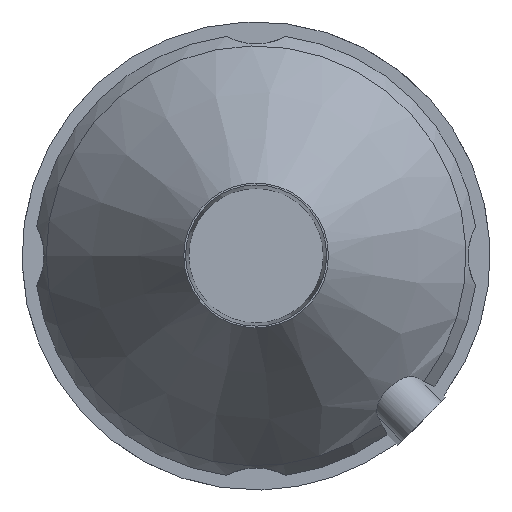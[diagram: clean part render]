
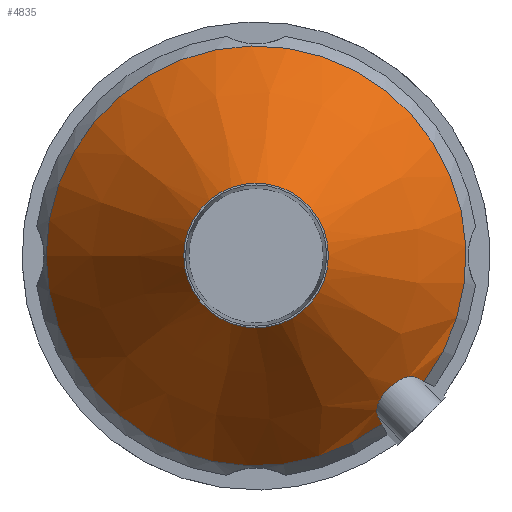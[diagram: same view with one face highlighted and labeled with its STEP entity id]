
A CAD part, top view. The second image highlights one B-rep face of the part: STEP entity #4835.
In plain terms, the highlighted conical face has half-angle 33.466 degrees and reference radius 11.881 mm.
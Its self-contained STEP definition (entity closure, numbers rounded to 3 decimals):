
#38 = CARTESIAN_POINT ( 'NONE',  ( 6.946, -8.266, 2.863 ) ) ;
#120 = CARTESIAN_POINT ( 'NONE',  ( 7.792, -7.24, 3.105 ) ) ;
#153 = CARTESIAN_POINT ( 'NONE',  ( 6.927, -9.155, 1.828 ) ) ;
#163 = CARTESIAN_POINT ( 'NONE',  ( 7.06, -9.389, 1.423 ) ) ;
#186 = VERTEX_POINT ( 'NONE', #3561 ) ;
#227 = CARTESIAN_POINT ( 'NONE',  ( 0., 0., 1.221 ) ) ;
#371 = AXIS2_PLACEMENT_3D ( 'NONE', #3470, #5122, #2552 ) ;
#469 = CARTESIAN_POINT ( 'NONE',  ( 8.946, -6.839, 2.16 ) ) ;
#527 = CARTESIAN_POINT ( 'NONE',  ( 8.261, -6.948, 2.867 ) ) ;
#589 = CARTESIAN_POINT ( 'NONE',  ( 6.84, -8.95, 2.154 ) ) ;
#820 = ORIENTED_EDGE ( 'NONE', *, *, #3303, .T. ) ;
#1075 = DIRECTION ( 'NONE',  ( 0., 0., -1. ) ) ;
#1259 = CARTESIAN_POINT ( 'NONE',  ( 6.993, -9.272, 1.626 ) ) ;
#1293 = CARTESIAN_POINT ( 'NONE',  ( 8.555, -6.849, 2.617 ) ) ;
#1317 = ORIENTED_EDGE ( 'NONE', *, *, #2042, .F. ) ;
#1539 = DIRECTION ( 'NONE',  ( -1., 0., 0. ) ) ;
#1642 = VERTEX_POINT ( 'NONE', #4652 ) ;
#1749 = ORIENTED_EDGE ( 'NONE', *, *, #3008, .T. ) ;
#1751 = CARTESIAN_POINT ( 'NONE',  ( 7.354, -7.646, 3.149 ) ) ;
#1793 = CARTESIAN_POINT ( 'NONE',  ( 6.927, -9.155, 1.828 ) ) ;
#1813 = CARTESIAN_POINT ( 'NONE',  ( 7.567, -7.432, 3.15 ) ) ;
#1895 = ORIENTED_EDGE ( 'NONE', *, *, #5280, .T. ) ;
#2000 = ORIENTED_EDGE ( 'NONE', *, *, #4020, .T. ) ;
#2021 = CONICAL_SURFACE ( 'NONE', #2795, 11.881, 0.584 ) ;
#2042 = EDGE_CURVE ( 'NONE', #4668, #1642, #3977, .T. ) ;
#2055 = CARTESIAN_POINT ( 'NONE',  ( 9.506, -7.127, 1.221 ) ) ;
#2153 = CARTESIAN_POINT ( 'NONE',  ( 6.872, -9.059, 1.993 ) ) ;
#2157 = CARTESIAN_POINT ( 'NONE',  ( 9.272, -6.993, 1.626 ) ) ;
#2453 = CARTESIAN_POINT ( 'NONE',  ( 6.927, -9.155, 1.828 ) ) ;
#2529 = CARTESIAN_POINT ( 'NONE',  ( 7.022, -8.112, 2.966 ) ) ;
#2552 = DIRECTION ( 'NONE',  ( -1., 0., 0. ) ) ;
#2795 = AXIS2_PLACEMENT_3D ( 'NONE', #3141, #1075, #1539 ) ;
#2888 = EDGE_LOOP ( 'NONE', ( #1895, #820, #1317, #1749 ) ) ;
#2896 = CARTESIAN_POINT ( 'NONE',  ( 9.155, -6.927, 1.828 ) ) ;
#2938 = CARTESIAN_POINT ( 'NONE',  ( 9.155, -6.927, 1.828 ) ) ;
#2946 = CARTESIAN_POINT ( 'NONE',  ( 8.695, -6.828, 2.47 ) ) ;
#3001 = CARTESIAN_POINT ( 'NONE',  ( 7.228, -7.799, 3.111 ) ) ;
#3008 = EDGE_CURVE ( 'NONE', #4668, #4524, #4880, .T. ) ;
#3141 = CARTESIAN_POINT ( 'NONE',  ( 0., 0., 1.221 ) ) ;
#3293 = CARTESIAN_POINT ( 'NONE',  ( 7.127, -9.506, 1.221 ) ) ;
#3303 = EDGE_CURVE ( 'NONE', #4235, #1642, #5028, .T. ) ;
#3380 = AXIS2_PLACEMENT_3D ( 'NONE', #227, #4267, #3542 ) ;
#3470 = CARTESIAN_POINT ( 'NONE',  ( 0., 0., 13. ) ) ;
#3471 = CARTESIAN_POINT ( 'NONE',  ( 6.847, -8.562, 2.611 ) ) ;
#3542 = DIRECTION ( 'NONE',  ( 1., 0., 0. ) ) ;
#3561 = CARTESIAN_POINT ( 'NONE',  ( -4.095, 0., 13. ) ) ;
#3819 = CARTESIAN_POINT ( 'NONE',  ( 6.827, -8.699, 2.466 ) ) ;
#3824 = CARTESIAN_POINT ( 'NONE',  ( 9.389, -7.06, 1.423 ) ) ;
#3931 = FACE_OUTER_BOUND ( 'NONE', #2888, .T. ) ;
#3977 = B_SPLINE_CURVE_WITH_KNOTS ( 'NONE', 3,
 ( #1793, #1259, #163, #3293 ),
 .UNSPECIFIED., .F., .F.,
 ( 4, 4 ),
 ( 0., 0.001 ),
 .UNSPECIFIED. ) ;
#4020 = EDGE_CURVE ( 'NONE', #186, #186, #4372, .T. ) ;
#4235 = VERTEX_POINT ( 'NONE', #4997 ) ;
#4252 = CARTESIAN_POINT ( 'NONE',  ( 7.64, -7.365, 3.141 ) ) ;
#4267 = DIRECTION ( 'NONE',  ( 0., 0., 1. ) ) ;
#4372 = CIRCLE ( 'NONE', #371, 4.095 ) ;
#4524 = VERTEX_POINT ( 'NONE', #4961 ) ;
#4602 = CARTESIAN_POINT ( 'NONE',  ( 9.059, -6.872, 1.994 ) ) ;
#4652 = CARTESIAN_POINT ( 'NONE',  ( 7.127, -9.506, 1.221 ) ) ;
#4657 = CARTESIAN_POINT ( 'NONE',  ( 8.103, -7.027, 2.971 ) ) ;
#4668 = VERTEX_POINT ( 'NONE', #2453 ) ;
#4835 = ADVANCED_FACE ( 'NONE', ( #3931, #5261 ), #2021, .T. ) ;
#4880 = B_SPLINE_CURVE_WITH_KNOTS ( 'NONE', 3,
 ( #153, #2153, #589, #3819, #3471, #38, #2529, #3001, #1751, #1813, #4252, #120, #5123, #4657, #527, #1293, #2946, #469, #4602, #2938 ),
 .UNSPECIFIED., .F., .F.,
 ( 4, 2, 2, 2, 2, 2, 2, 2, 2, 4 ),
 ( 0., 0.001, 0.001, 0.002, 0.003, 0.003, 0.003, 0.004, 0.004, 0.005 ),
 .UNSPECIFIED. ) ;
#4941 = B_SPLINE_CURVE_WITH_KNOTS ( 'NONE', 3,
 ( #2896, #2157, #3824, #2055 ),
 .UNSPECIFIED., .F., .F.,
 ( 4, 4 ),
 ( 0., 0.001 ),
 .UNSPECIFIED. ) ;
#4961 = CARTESIAN_POINT ( 'NONE',  ( 9.155, -6.927, 1.828 ) ) ;
#4997 = CARTESIAN_POINT ( 'NONE',  ( 9.506, -7.127, 1.221 ) ) ;
#5028 = CIRCLE ( 'NONE', #3380, 11.881 ) ;
#5032 = EDGE_LOOP ( 'NONE', ( #2000 ) ) ;
#5122 = DIRECTION ( 'NONE',  ( 0., 0., -1. ) ) ;
#5123 = CARTESIAN_POINT ( 'NONE',  ( 7.87, -7.182, 3.077 ) ) ;
#5261 = FACE_BOUND ( 'NONE', #5032, .T. ) ;
#5280 = EDGE_CURVE ( 'NONE', #4524, #4235, #4941, .T. ) ;
